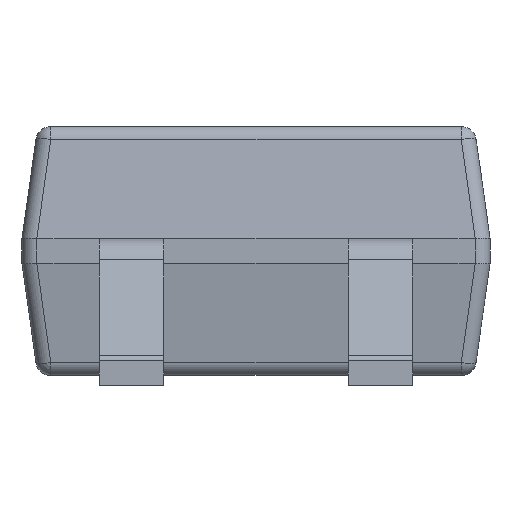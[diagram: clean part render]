
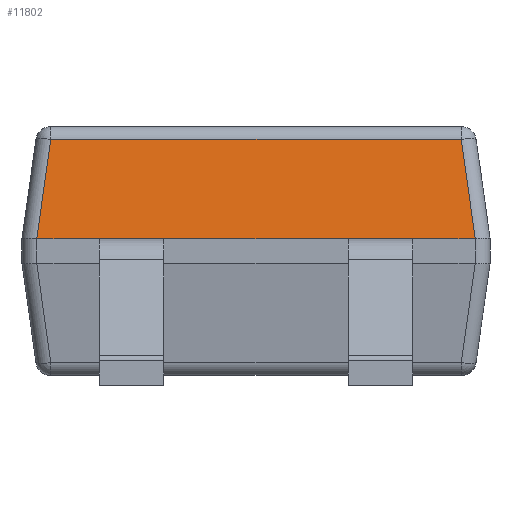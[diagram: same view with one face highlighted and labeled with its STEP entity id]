
A CAD part, front view. The second image highlights one B-rep face of the part: STEP entity #11802.
In plain terms, the highlighted planar face has unit normal (0, -0.99, 0.139).
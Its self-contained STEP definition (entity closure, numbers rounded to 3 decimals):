
#171 = LINE ( 'NONE', #2172, #6732 ) ;
#368 = VERTEX_POINT ( 'NONE', #2163 ) ;
#583 = ORIENTED_EDGE ( 'NONE', *, *, #5879, .F. ) ;
#953 = VECTOR ( 'NONE', #9791, 1000. ) ;
#1275 = CARTESIAN_POINT ( 'NONE',  ( -1.575, -1.9, 1.475 ) ) ;
#1402 = LINE ( 'NONE', #6332, #7841 ) ;
#1705 = CARTESIAN_POINT ( 'NONE',  ( 2.201, -1.9, 1.475 ) ) ;
#1767 = CARTESIAN_POINT ( 'NONE',  ( 2.061, -1.76, 2.471 ) ) ;
#1852 = ORIENTED_EDGE ( 'NONE', *, *, #8934, .F. ) ;
#1985 = DIRECTION ( 'NONE',  ( -1., 0., 0. ) ) ;
#1987 = CARTESIAN_POINT ( 'NONE',  ( 2.2, -1.9, 1.475 ) ) ;
#2163 = CARTESIAN_POINT ( 'NONE',  ( 1.575, -1.9, 1.475 ) ) ;
#2172 = CARTESIAN_POINT ( 'NONE',  ( -2.35, -1.9, 1.475 ) ) ;
#2199 =( BOUNDED_CURVE ( )  B_SPLINE_CURVE ( 3, ( #8933, #11861, #9076, #3927 ),
 .UNSPECIFIED., .F., .T. ) 
 B_SPLINE_CURVE_WITH_KNOTS ( ( 4, 4 ),
 ( 6.274, 6.283 ),
 .UNSPECIFIED. ) 
 CURVE ( )  GEOMETRIC_REPRESENTATION_ITEM ( )  RATIONAL_B_SPLINE_CURVE ( ( 1., 1., 1., 1. ) ) 
 REPRESENTATION_ITEM ( '' )  );
#2225 = DIRECTION ( 'NONE',  ( 0., 0.99, -0.139 ) ) ;
#2381 = CARTESIAN_POINT ( 'NONE',  ( 2.201, -1.9, 1.475 ) ) ;
#2392 = LINE ( 'NONE', #10296, #6312 ) ;
#3233 = DIRECTION ( 'NONE',  ( -1., 0., 0. ) ) ;
#3422 = VECTOR ( 'NONE', #8614, 1000. ) ;
#3449 = LINE ( 'NONE', #9567, #11024 ) ;
#3700 = VERTEX_POINT ( 'NONE', #5562 ) ;
#3840 = CARTESIAN_POINT ( 'NONE',  ( 2.005, -1.703, 2.876 ) ) ;
#3927 = CARTESIAN_POINT ( 'NONE',  ( -2.2, -1.9, 1.475 ) ) ;
#4298 = CARTESIAN_POINT ( 'NONE',  ( 2.2, -1.9, 1.475 ) ) ;
#4508 = VERTEX_POINT ( 'NONE', #11935 ) ;
#4599 = EDGE_CURVE ( 'NONE', #8954, #3700, #2392, .T. ) ;
#4625 = LINE ( 'NONE', #8676, #3422 ) ;
#4827 =( BOUNDED_CURVE ( )  B_SPLINE_CURVE ( 3, ( #4298, #6273, #2381, #6472 ),
 .UNSPECIFIED., .F., .T. ) 
 B_SPLINE_CURVE_WITH_KNOTS ( ( 4, 4 ),
 ( 0., 0.01 ),
 .UNSPECIFIED. ) 
 CURVE ( )  GEOMETRIC_REPRESENTATION_ITEM ( )  RATIONAL_B_SPLINE_CURVE ( ( 1., 1., 1., 1. ) ) 
 REPRESENTATION_ITEM ( '' )  );
#5146 = PLANE ( 'NONE',  #7555 ) ;
#5334 = CARTESIAN_POINT ( 'NONE',  ( -2.061, -1.76, 2.471 ) ) ;
#5490 = DIRECTION ( 'NONE',  ( -1., 0., 0. ) ) ;
#5522 = VERTEX_POINT ( 'NONE', #1705 ) ;
#5562 = CARTESIAN_POINT ( 'NONE',  ( -0.925, -1.9, 1.475 ) ) ;
#5642 = VERTEX_POINT ( 'NONE', #1767 ) ;
#5667 = VECTOR ( 'NONE', #5669, 1000. ) ;
#5669 = DIRECTION ( 'NONE',  ( -1., 0., 0. ) ) ;
#5693 = LINE ( 'NONE', #10562, #953 ) ;
#5840 = EDGE_CURVE ( 'NONE', #5522, #5642, #12633, .T. ) ;
#5866 = LINE ( 'NONE', #12836, #5667 ) ;
#5879 = EDGE_CURVE ( 'NONE', #12164, #3700, #5866, .T. ) ;
#6011 = EDGE_CURVE ( 'NONE', #10796, #368, #171, .T. ) ;
#6252 = DIRECTION ( 'NONE',  ( 1., 0., 0. ) ) ;
#6273 = CARTESIAN_POINT ( 'NONE',  ( 2.2, -1.9, 1.475 ) ) ;
#6312 = VECTOR ( 'NONE', #8429, 1000. ) ;
#6332 = CARTESIAN_POINT ( 'NONE',  ( -2.35, -1.9, 1.475 ) ) ;
#6472 = CARTESIAN_POINT ( 'NONE',  ( 2.201, -1.9, 1.475 ) ) ;
#6679 = EDGE_CURVE ( 'NONE', #368, #12164, #3449, .T. ) ;
#6732 = VECTOR ( 'NONE', #1985, 1000. ) ;
#6900 = VERTEX_POINT ( 'NONE', #5334 ) ;
#7188 = FACE_OUTER_BOUND ( 'NONE', #12605, .T. ) ;
#7272 = ORIENTED_EDGE ( 'NONE', *, *, #10633, .T. ) ;
#7544 = ORIENTED_EDGE ( 'NONE', *, *, #11266, .T. ) ;
#7555 = AXIS2_PLACEMENT_3D ( 'NONE', #12096, #2225, #6252 ) ;
#7570 = EDGE_CURVE ( 'NONE', #10731, #4508, #2199, .T. ) ;
#7720 = EDGE_CURVE ( 'NONE', #10796, #5522, #4827, .T. ) ;
#7841 = VECTOR ( 'NONE', #3233, 1000. ) ;
#7843 = DIRECTION ( 'NONE',  ( -0.138, 0.138, 0.981 ) ) ;
#7960 = CARTESIAN_POINT ( 'NONE',  ( -2.201, -1.9, 1.475 ) ) ;
#8429 = DIRECTION ( 'NONE',  ( 1., 0., 0. ) ) ;
#8598 = ORIENTED_EDGE ( 'NONE', *, *, #7720, .T. ) ;
#8614 = DIRECTION ( 'NONE',  ( -1., 0., 0. ) ) ;
#8633 = ORIENTED_EDGE ( 'NONE', *, *, #4599, .T. ) ;
#8676 = CARTESIAN_POINT ( 'NONE',  ( -2.192, -1.76, 2.471 ) ) ;
#8933 = CARTESIAN_POINT ( 'NONE',  ( -2.201, -1.9, 1.475 ) ) ;
#8934 = EDGE_CURVE ( 'NONE', #8954, #4508, #1402, .T. ) ;
#8954 = VERTEX_POINT ( 'NONE', #1275 ) ;
#9076 = CARTESIAN_POINT ( 'NONE',  ( -2.2, -1.9, 1.475 ) ) ;
#9320 = ORIENTED_EDGE ( 'NONE', *, *, #6011, .F. ) ;
#9567 = CARTESIAN_POINT ( 'NONE',  ( 1.575, -1.9, 1.475 ) ) ;
#9791 = DIRECTION ( 'NONE',  ( -0.138, -0.138, -0.981 ) ) ;
#10025 = ORIENTED_EDGE ( 'NONE', *, *, #7570, .T. ) ;
#10296 = CARTESIAN_POINT ( 'NONE',  ( -1.575, -1.9, 1.475 ) ) ;
#10562 = CARTESIAN_POINT ( 'NONE',  ( -2.005, -1.703, 2.876 ) ) ;
#10633 = EDGE_CURVE ( 'NONE', #5642, #6900, #4625, .T. ) ;
#10731 = VERTEX_POINT ( 'NONE', #7960 ) ;
#10796 = VERTEX_POINT ( 'NONE', #1987 ) ;
#10864 = VECTOR ( 'NONE', #7843, 1000. ) ;
#10940 = ORIENTED_EDGE ( 'NONE', *, *, #5840, .T. ) ;
#11024 = VECTOR ( 'NONE', #5490, 1000. ) ;
#11266 = EDGE_CURVE ( 'NONE', #6900, #10731, #5693, .T. ) ;
#11802 = ADVANCED_FACE ( 'NONE', ( #7188 ), #5146, .F. ) ;
#11861 = CARTESIAN_POINT ( 'NONE',  ( -2.201, -1.9, 1.475 ) ) ;
#11935 = CARTESIAN_POINT ( 'NONE',  ( -2.2, -1.9, 1.475 ) ) ;
#12096 = CARTESIAN_POINT ( 'NONE',  ( 0., -1.742, 2.6 ) ) ;
#12114 = CARTESIAN_POINT ( 'NONE',  ( 0.925, -1.9, 1.475 ) ) ;
#12164 = VERTEX_POINT ( 'NONE', #12114 ) ;
#12605 = EDGE_LOOP ( 'NONE', ( #9320, #8598, #10940, #7272, #7544, #10025, #1852, #8633, #583, #12893 ) ) ;
#12633 = LINE ( 'NONE', #3840, #10864 ) ;
#12836 = CARTESIAN_POINT ( 'NONE',  ( -2.35, -1.9, 1.475 ) ) ;
#12893 = ORIENTED_EDGE ( 'NONE', *, *, #6679, .F. ) ;
